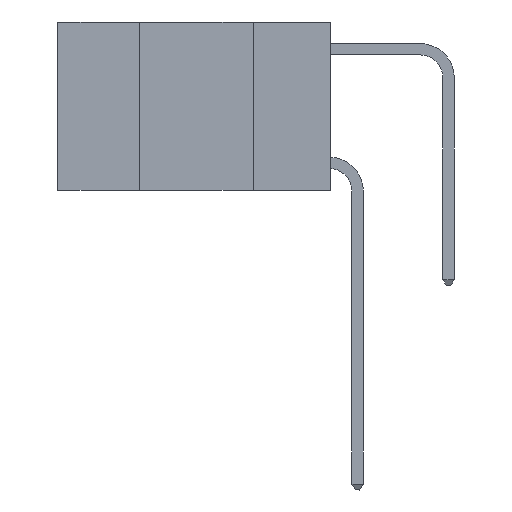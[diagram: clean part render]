
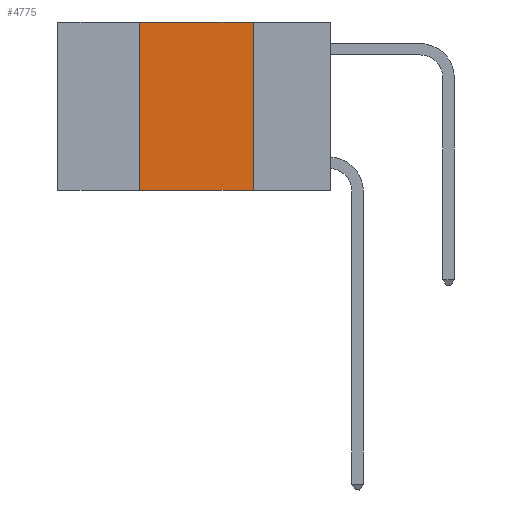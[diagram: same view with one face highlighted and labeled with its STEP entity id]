
A CAD part, left-side view. The second image highlights one B-rep face of the part: STEP entity #4775.
In plain terms, the highlighted planar face has unit normal (-1, 0, 0).
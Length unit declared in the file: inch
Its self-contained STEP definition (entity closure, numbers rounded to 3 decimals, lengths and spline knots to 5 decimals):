
#22 = CARTESIAN_POINT ( 'NONE',  ( 0., 0.42, -0.37 ) ) ;
#472 = DIRECTION ( 'NONE',  ( 0., 0., 1. ) ) ;
#1001 = PLANE ( 'NONE',  #6458 ) ;
#1429 = EDGE_CURVE ( 'NONE', #4734, #5385, #6394, .T. ) ;
#1863 = DIRECTION ( 'NONE',  ( 0., 0., -1. ) ) ;
#1958 = CARTESIAN_POINT ( 'NONE',  ( 0., 0.6, -0.37 ) ) ;
#2031 = DIRECTION ( 'NONE',  ( 0., -1., 0. ) ) ;
#2252 = CARTESIAN_POINT ( 'NONE',  ( 0., 0.42, 0. ) ) ;
#2749 = ORIENTED_EDGE ( 'NONE', *, *, #8034, .F. ) ;
#2918 = VERTEX_POINT ( 'NONE', #2252 ) ;
#3239 = CARTESIAN_POINT ( 'NONE',  ( 0., 0.17, 0. ) ) ;
#4734 = VERTEX_POINT ( 'NONE', #22 ) ;
#4752 = CARTESIAN_POINT ( 'NONE',  ( 0., 0.17, 0. ) ) ;
#4775 = ADVANCED_FACE ( 'NONE', ( #10331 ), #1001, .F. ) ;
#4984 = ORIENTED_EDGE ( 'NONE', *, *, #1429, .T. ) ;
#5116 = ORIENTED_EDGE ( 'NONE', *, *, #7643, .F. ) ;
#5385 = VERTEX_POINT ( 'NONE', #7130 ) ;
#5394 = CARTESIAN_POINT ( 'NONE',  ( 0., 0.6, 0. ) ) ;
#6022 = EDGE_LOOP ( 'NONE', ( #5116, #6409, #2749, #4984 ) ) ;
#6057 = CARTESIAN_POINT ( 'NONE',  ( 0., 0.6, 0. ) ) ;
#6394 = LINE ( 'NONE', #1958, #10604 ) ;
#6409 = ORIENTED_EDGE ( 'NONE', *, *, #6579, .F. ) ;
#6458 = AXIS2_PLACEMENT_3D ( 'NONE', #6057, #6852, #1863 ) ;
#6579 = EDGE_CURVE ( 'NONE', #2918, #8756, #8469, .T. ) ;
#6852 = DIRECTION ( 'NONE',  ( 1., 0., 0. ) ) ;
#7109 = LINE ( 'NONE', #3239, #9510 ) ;
#7130 = CARTESIAN_POINT ( 'NONE',  ( 0., 0.17, -0.37 ) ) ;
#7643 = EDGE_CURVE ( 'NONE', #8756, #5385, #7109, .T. ) ;
#8034 = EDGE_CURVE ( 'NONE', #4734, #2918, #10338, .T. ) ;
#8291 = VECTOR ( 'NONE', #472, 39.37008 ) ;
#8469 = LINE ( 'NONE', #5394, #10493 ) ;
#8756 = VERTEX_POINT ( 'NONE', #4752 ) ;
#8825 = CARTESIAN_POINT ( 'NONE',  ( 0., 0.42, 0. ) ) ;
#9004 = DIRECTION ( 'NONE',  ( 0., 0., -1. ) ) ;
#9165 = DIRECTION ( 'NONE',  ( 0., -1., 0. ) ) ;
#9510 = VECTOR ( 'NONE', #9004, 39.37008 ) ;
#10331 = FACE_OUTER_BOUND ( 'NONE', #6022, .T. ) ;
#10338 = LINE ( 'NONE', #8825, #8291 ) ;
#10493 = VECTOR ( 'NONE', #2031, 39.37008 ) ;
#10604 = VECTOR ( 'NONE', #9165, 39.37008 ) ;
